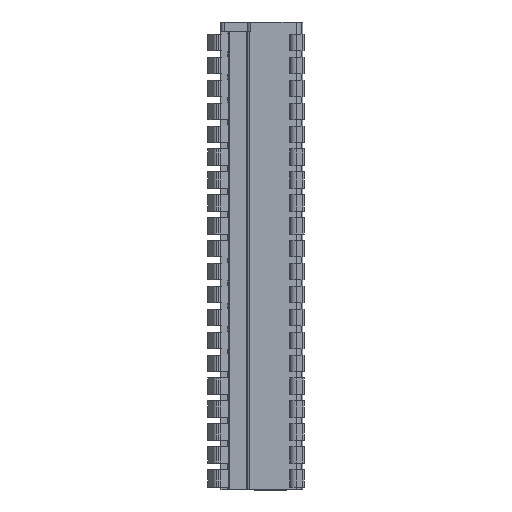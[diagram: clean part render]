
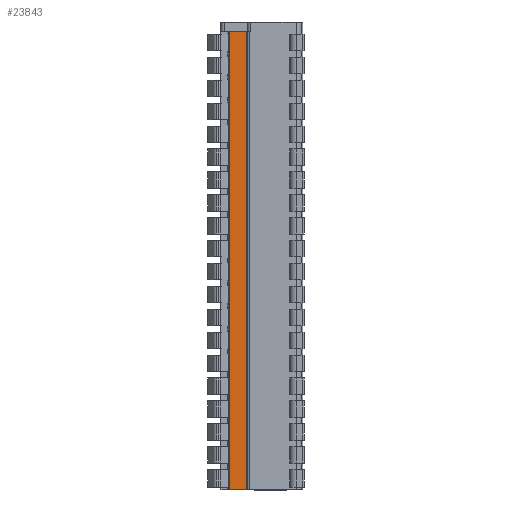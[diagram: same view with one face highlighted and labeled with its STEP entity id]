
A CAD part, top view. The second image highlights one B-rep face of the part: STEP entity #23843.
In plain terms, the highlighted planar face has unit normal (0, 0, 1).
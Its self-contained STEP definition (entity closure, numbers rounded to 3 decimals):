
#36=DIRECTION('',(1.,0.,0.));
#37=VECTOR('',#36,2.7);
#38=CARTESIAN_POINT('',(-4.12,0.,2.73));
#39=LINE('',#38,#37);
#2050=DIRECTION('',(1.,0.,0.));
#2051=VECTOR('',#2050,2.7);
#2052=CARTESIAN_POINT('',(-4.12,-70.,2.73));
#2053=LINE('',#2052,#2051);
#7802=DIRECTION('',(0.,-1.,0.));
#7803=VECTOR('',#7802,70.);
#7804=CARTESIAN_POINT('',(-4.12,0.,2.73));
#7805=LINE('',#7804,#7803);
#7806=DIRECTION('',(0.,-1.,0.));
#7807=VECTOR('',#7806,70.);
#7808=CARTESIAN_POINT('',(-1.42,0.,2.73));
#7809=LINE('',#7808,#7807);
#10805=CARTESIAN_POINT('',(-4.12,0.,2.73));
#10806=VERTEX_POINT('',#10805);
#10807=CARTESIAN_POINT('',(-1.42,0.,2.73));
#10808=VERTEX_POINT('',#10807);
#10843=CARTESIAN_POINT('',(-4.12,-70.,2.73));
#10844=VERTEX_POINT('',#10843);
#10845=CARTESIAN_POINT('',(-1.42,-70.,2.73));
#10846=VERTEX_POINT('',#10845);
#23831=CARTESIAN_POINT('',(-4.12,0.,2.73));
#23832=DIRECTION('',(0.,0.,1.));
#23833=DIRECTION('',(1.,0.,0.));
#23834=AXIS2_PLACEMENT_3D('',#23831,#23832,#23833);
#23835=PLANE('',#23834);
#23836=ORIENTED_EDGE('',*,*,#13982,.T.);
#23838=ORIENTED_EDGE('',*,*,#23837,.T.);
#23839=ORIENTED_EDGE('',*,*,#15662,.F.);
#23840=ORIENTED_EDGE('',*,*,#23824,.F.);
#23841=EDGE_LOOP('',(#23836,#23838,#23839,#23840));
#23842=FACE_OUTER_BOUND('',#23841,.F.);
#23843=ADVANCED_FACE('',(#23842),#23835,.T.);
#13982=EDGE_CURVE('',#10806,#10808,#39,.T.);
#15662=EDGE_CURVE('',#10844,#10846,#2053,.T.);
#23824=EDGE_CURVE('',#10806,#10844,#7805,.T.);
#23837=EDGE_CURVE('',#10808,#10846,#7809,.T.);
